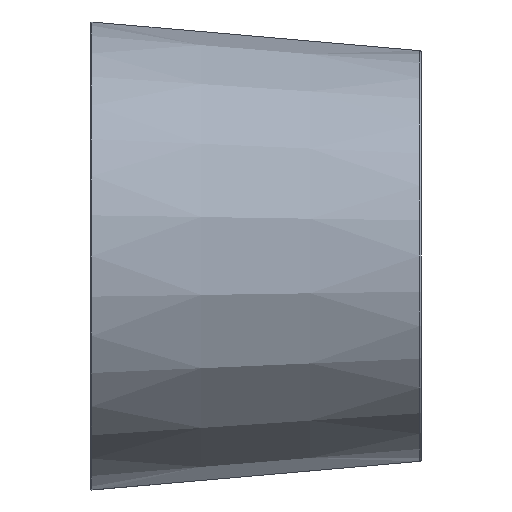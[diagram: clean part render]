
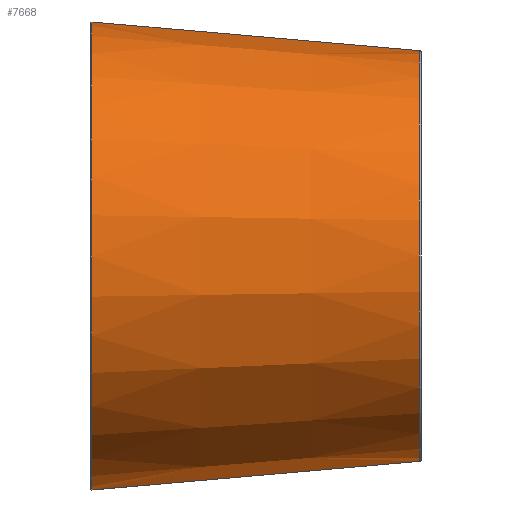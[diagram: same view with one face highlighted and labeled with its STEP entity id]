
A CAD part, left-side view. The second image highlights one B-rep face of the part: STEP entity #7668.
In plain terms, the highlighted conical face has half-angle 5 degrees and reference radius 425 mm.
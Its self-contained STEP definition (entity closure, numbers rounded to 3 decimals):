
#434 = DIRECTION ( 'NONE',  ( 0., 0., 1. ) ) ;
#1497 = AXIS2_PLACEMENT_3D ( 'NONE', #7281, #5088, #7137 ) ;
#1772 = DIRECTION ( 'NONE',  ( 0., -1., 0. ) ) ;
#2569 = ORIENTED_EDGE ( 'NONE', *, *, #8796, .T. ) ;
#2955 = CARTESIAN_POINT ( 'NONE',  ( -480., 0., 425. ) ) ;
#3073 = AXIS2_PLACEMENT_3D ( 'NONE', #13687, #8178, #434 ) ;
#3186 = DIRECTION ( 'NONE',  ( 0., 0.996, -0.087 ) ) ;
#4108 = CARTESIAN_POINT ( 'NONE',  ( -480., -2.174, -424.81 ) ) ;
#4875 = CARTESIAN_POINT ( 'NONE',  ( -480., -2.174, 424.81 ) ) ;
#4956 = CIRCLE ( 'NONE', #1497, 372.826 ) ;
#5088 = DIRECTION ( 'NONE',  ( 0., 1., 0. ) ) ;
#5867 = FACE_OUTER_BOUND ( 'NONE', #8498, .T. ) ;
#6612 = CARTESIAN_POINT ( 'NONE',  ( -480., 0., -425. ) ) ;
#6894 = CARTESIAN_POINT ( 'NONE',  ( -480., -596.349, 372.826 ) ) ;
#7137 = DIRECTION ( 'NONE',  ( 0., 0., 1. ) ) ;
#7281 = CARTESIAN_POINT ( 'NONE',  ( -480., -596.349, 0. ) ) ;
#7668 = ADVANCED_FACE ( 'NONE', ( #5867 ), #12090, .T. ) ;
#7701 = CARTESIAN_POINT ( 'NONE',  ( -480., -596.349, -372.826 ) ) ;
#8178 = DIRECTION ( 'NONE',  ( 0., 1., 0. ) ) ;
#8180 = VECTOR ( 'NONE', #11650, 1000. ) ;
#8430 = CIRCLE ( 'NONE', #10264, 424.81 ) ;
#8498 = EDGE_LOOP ( 'NONE', ( #14180, #11853, #2569, #11484 ) ) ;
#8796 = EDGE_CURVE ( 'NONE', #9613, #11023, #11504, .T. ) ;
#9613 = VERTEX_POINT ( 'NONE', #6894 ) ;
#9809 = VECTOR ( 'NONE', #3186, 1000. ) ;
#10264 = AXIS2_PLACEMENT_3D ( 'NONE', #10371, #1772, #10585 ) ;
#10371 = CARTESIAN_POINT ( 'NONE',  ( -480., -2.174, 0. ) ) ;
#10507 = EDGE_CURVE ( 'NONE', #11213, #9613, #4956, .T. ) ;
#10573 = EDGE_CURVE ( 'NONE', #11023, #13448, #8430, .T. ) ;
#10585 = DIRECTION ( 'NONE',  ( 0., 0., -1. ) ) ;
#11023 = VERTEX_POINT ( 'NONE', #4875 ) ;
#11213 = VERTEX_POINT ( 'NONE', #7701 ) ;
#11297 = EDGE_CURVE ( 'NONE', #11213, #13448, #12093, .T. ) ;
#11484 = ORIENTED_EDGE ( 'NONE', *, *, #10573, .T. ) ;
#11504 = LINE ( 'NONE', #2955, #8180 ) ;
#11650 = DIRECTION ( 'NONE',  ( 0., 0.996, 0.087 ) ) ;
#11853 = ORIENTED_EDGE ( 'NONE', *, *, #10507, .T. ) ;
#12090 = CONICAL_SURFACE ( 'NONE', #3073, 425., 0.087 ) ;
#12093 = LINE ( 'NONE', #6612, #9809 ) ;
#13448 = VERTEX_POINT ( 'NONE', #4108 ) ;
#13687 = CARTESIAN_POINT ( 'NONE',  ( -480., 0., 0. ) ) ;
#14180 = ORIENTED_EDGE ( 'NONE', *, *, #11297, .F. ) ;
